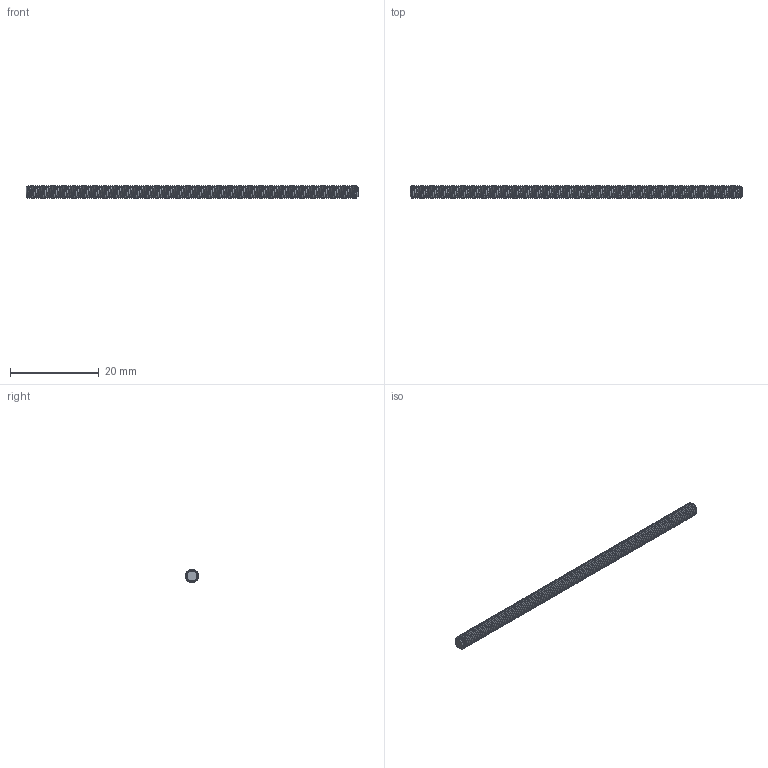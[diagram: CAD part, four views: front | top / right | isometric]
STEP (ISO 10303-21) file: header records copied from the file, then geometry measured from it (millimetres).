
FILE_DESCRIPTION (( 'STEP AP203' ), '1' );
FILE_NAME ('90024A218.step', '2016-07-28T13:59:19', ( '' ), ( '' ), 'SwSTEP 2.0', 'SolidWorks 2010', '' );
FILE_SCHEMA (( 'CONFIG_CONTROL_DESIGN' ));
Length unit declared in the file: millimetre
Products named in the file (1): 90024A218
Bounding box: 75 x 3 x 3 mm (x, y, z)
Volume: 431.1 mm3; surface area: 1111.1 mm2
Topology: 1 solids, 1 shells, 308 faces, 916 edges, 610 vertices
Faces by surface type: cylinder 298, cone 5, bspline 3, plane 2
Entity records: 27718 total; most frequent: CARTESIAN_POINT 21191, ORIENTED_EDGE 1832, DIRECTION 926, EDGE_CURVE 916, VERTEX_POINT 610, AXIS2_PLACEMENT_3D 312, EDGE_LOOP 308, FACE_OUTER_BOUND 308
